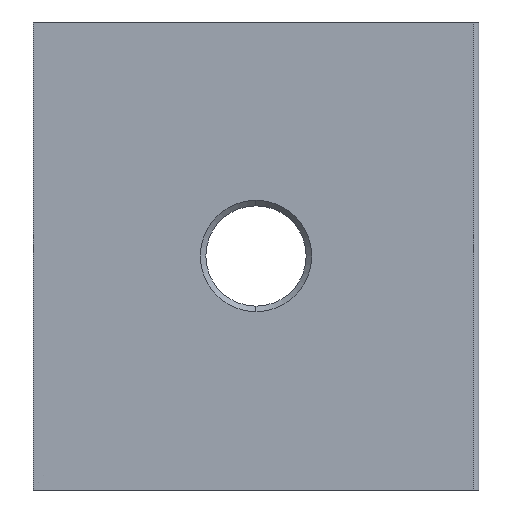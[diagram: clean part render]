
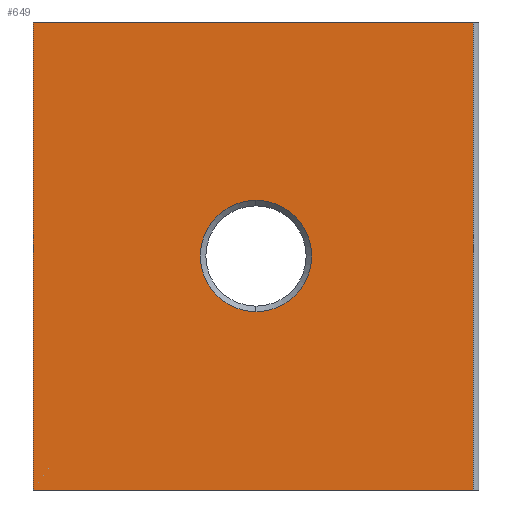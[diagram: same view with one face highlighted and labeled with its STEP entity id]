
A CAD part, front view. The second image highlights one B-rep face of the part: STEP entity #649.
In plain terms, the highlighted planar face has unit normal (0, -1, 0).
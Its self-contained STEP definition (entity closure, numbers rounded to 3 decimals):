
#51 = CARTESIAN_POINT ( 'NONE',  ( -0.5, 0., 0. ) ) ;
#53 = CARTESIAN_POINT ( 'NONE',  ( -40., 0., -42. ) ) ;
#70 = VERTEX_POINT ( 'NONE', #150 ) ;
#71 = LINE ( 'NONE', #848, #155 ) ;
#78 = CIRCLE ( 'NONE', #221, 5. ) ;
#86 = CARTESIAN_POINT ( 'NONE',  ( -0.5, 0., -42. ) ) ;
#121 = VERTEX_POINT ( 'NONE', #836 ) ;
#128 = ORIENTED_EDGE ( 'NONE', *, *, #316, .T. ) ;
#149 = LINE ( 'NONE', #725, #796 ) ;
#150 = CARTESIAN_POINT ( 'NONE',  ( -20., 0., -16. ) ) ;
#154 = DIRECTION ( 'NONE',  ( 0., 0., 1. ) ) ;
#155 = VECTOR ( 'NONE', #764, 1000. ) ;
#180 = ORIENTED_EDGE ( 'NONE', *, *, #493, .F. ) ;
#193 = DIRECTION ( 'NONE',  ( 0., 1., 0. ) ) ;
#221 = AXIS2_PLACEMENT_3D ( 'NONE', #568, #193, #1250 ) ;
#316 = EDGE_CURVE ( 'NONE', #70, #121, #78, .T. ) ;
#319 = CARTESIAN_POINT ( 'NONE',  ( -40., 0., -42. ) ) ;
#322 = PLANE ( 'NONE',  #677 ) ;
#332 = VERTEX_POINT ( 'NONE', #373 ) ;
#346 = EDGE_LOOP ( 'NONE', ( #1079, #815, #684, #180 ) ) ;
#373 = CARTESIAN_POINT ( 'NONE',  ( -40., 0., 0. ) ) ;
#377 = CARTESIAN_POINT ( 'NONE',  ( -20., 0., -21. ) ) ;
#399 = CARTESIAN_POINT ( 'NONE',  ( -40., 0., -42. ) ) ;
#420 = VERTEX_POINT ( 'NONE', #319 ) ;
#443 = VECTOR ( 'NONE', #1260, 1000. ) ;
#493 = EDGE_CURVE ( 'NONE', #420, #332, #528, .T. ) ;
#513 = ORIENTED_EDGE ( 'NONE', *, *, #1174, .T. ) ;
#528 = LINE ( 'NONE', #53, #724 ) ;
#552 = VERTEX_POINT ( 'NONE', #86 ) ;
#566 = EDGE_CURVE ( 'NONE', #420, #552, #758, .T. ) ;
#568 = CARTESIAN_POINT ( 'NONE',  ( -20., 0., -21. ) ) ;
#619 = DIRECTION ( 'NONE',  ( 0., -1., 0. ) ) ;
#641 = FACE_BOUND ( 'NONE', #771, .T. ) ;
#649 = ADVANCED_FACE ( 'NONE', ( #641, #923 ), #322, .T. ) ;
#677 = AXIS2_PLACEMENT_3D ( 'NONE', #1095, #619, #1006 ) ;
#684 = ORIENTED_EDGE ( 'NONE', *, *, #868, .F. ) ;
#724 = VECTOR ( 'NONE', #154, 1000. ) ;
#725 = CARTESIAN_POINT ( 'NONE',  ( -0.5, 0., -42. ) ) ;
#758 = LINE ( 'NONE', #399, #443 ) ;
#764 = DIRECTION ( 'NONE',  ( 1., 0., 0. ) ) ;
#771 = EDGE_LOOP ( 'NONE', ( #513, #128 ) ) ;
#796 = VECTOR ( 'NONE', #895, 1000. ) ;
#815 = ORIENTED_EDGE ( 'NONE', *, *, #1220, .T. ) ;
#835 = CIRCLE ( 'NONE', #1231, 5. ) ;
#836 = CARTESIAN_POINT ( 'NONE',  ( -20., 0., -26. ) ) ;
#848 = CARTESIAN_POINT ( 'NONE',  ( -40., 0., 0. ) ) ;
#868 = EDGE_CURVE ( 'NONE', #332, #1114, #71, .T. ) ;
#895 = DIRECTION ( 'NONE',  ( 0., 0., 1. ) ) ;
#923 = FACE_OUTER_BOUND ( 'NONE', #346, .T. ) ;
#978 = DIRECTION ( 'NONE',  ( 0., 1., 0. ) ) ;
#1006 = DIRECTION ( 'NONE',  ( 0., 0., -1. ) ) ;
#1071 = DIRECTION ( 'NONE',  ( 0., 0., -1. ) ) ;
#1079 = ORIENTED_EDGE ( 'NONE', *, *, #566, .T. ) ;
#1095 = CARTESIAN_POINT ( 'NONE',  ( -40., 0., -42. ) ) ;
#1114 = VERTEX_POINT ( 'NONE', #51 ) ;
#1174 = EDGE_CURVE ( 'NONE', #121, #70, #835, .T. ) ;
#1220 = EDGE_CURVE ( 'NONE', #552, #1114, #149, .T. ) ;
#1231 = AXIS2_PLACEMENT_3D ( 'NONE', #377, #978, #1071 ) ;
#1250 = DIRECTION ( 'NONE',  ( 0., 0., -1. ) ) ;
#1260 = DIRECTION ( 'NONE',  ( 1., 0., 0. ) ) ;
